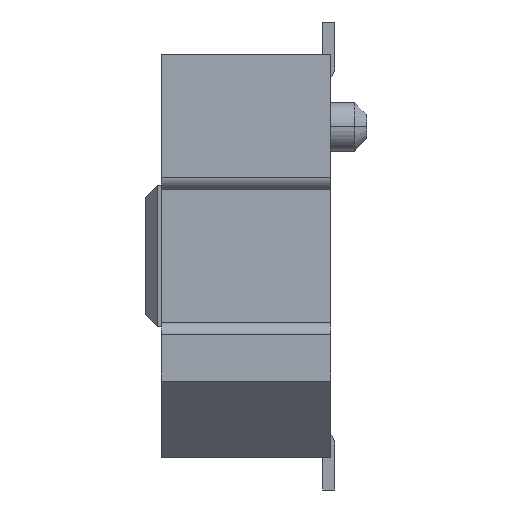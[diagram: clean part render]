
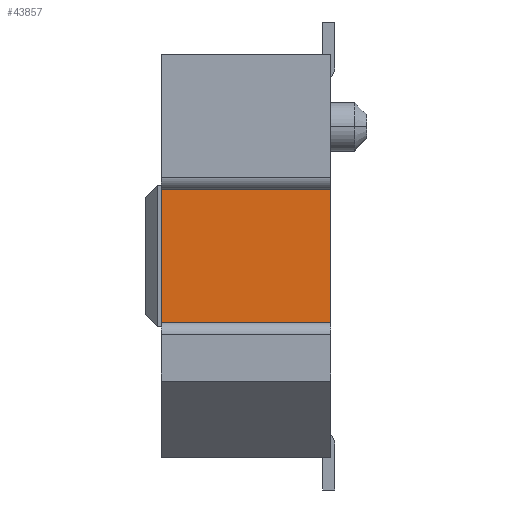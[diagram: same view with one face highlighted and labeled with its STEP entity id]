
A CAD part, left-side view. The second image highlights one B-rep face of the part: STEP entity #43857.
In plain terms, the highlighted planar face has unit normal (-1, 0, 0).
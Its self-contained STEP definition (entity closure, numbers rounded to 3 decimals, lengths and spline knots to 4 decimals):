
#1281=DIRECTION('',(0.,-1.,0.));
#1282=VECTOR('',#1281,2.1);
#1283=CARTESIAN_POINT('',(-8.95,2.1,-0.825));
#1284=LINE('',#1283,#1282);
#1289=DIRECTION('',(0.,0.,-1.));
#1290=VECTOR('',#1289,1.65);
#1291=CARTESIAN_POINT('',(-8.95,0.,0.825));
#1292=LINE('',#1291,#1290);
#1293=DIRECTION('',(0.,0.,1.));
#1294=VECTOR('',#1293,1.65);
#1295=CARTESIAN_POINT('',(-8.95,2.1,-0.825));
#1296=LINE('',#1295,#1294);
#1297=DIRECTION('',(0.,1.,0.));
#1298=VECTOR('',#1297,2.1);
#1299=CARTESIAN_POINT('',(-8.95,0.,0.825));
#1300=LINE('',#1299,#1298);
#35167=CARTESIAN_POINT('',(-8.95,0.,0.825));
#35168=VERTEX_POINT('',#35167);
#35169=CARTESIAN_POINT('',(-8.95,0.,-0.825));
#35170=VERTEX_POINT('',#35169);
#36833=CARTESIAN_POINT('',(-8.95,2.1,0.825));
#36834=VERTEX_POINT('',#36833);
#36835=CARTESIAN_POINT('',(-8.95,2.1,-0.825));
#36836=VERTEX_POINT('',#36835);
#43845=CARTESIAN_POINT('',(-8.95,1.05,0.));
#43846=DIRECTION('',(1.,0.,0.));
#43847=DIRECTION('',(0.,0.,-1.));
#43848=AXIS2_PLACEMENT_3D('',#43845,#43846,#43847);
#43849=PLANE('',#43848);
#43850=ORIENTED_EDGE('',*,*,#43779,.T.);
#43851=ORIENTED_EDGE('',*,*,#43838,.F.);
#43852=ORIENTED_EDGE('',*,*,#43650,.T.);
#43854=ORIENTED_EDGE('',*,*,#43853,.F.);
#43855=EDGE_LOOP('',(#43850,#43851,#43852,#43854));
#43856=FACE_OUTER_BOUND('',#43855,.F.);
#43857=ADVANCED_FACE('',(#43856),#43849,.F.);
#43650=EDGE_CURVE('',#36836,#36834,#1296,.T.);
#43779=EDGE_CURVE('',#35168,#35170,#1292,.T.);
#43838=EDGE_CURVE('',#36836,#35170,#1284,.T.);
#43853=EDGE_CURVE('',#35168,#36834,#1300,.T.);
